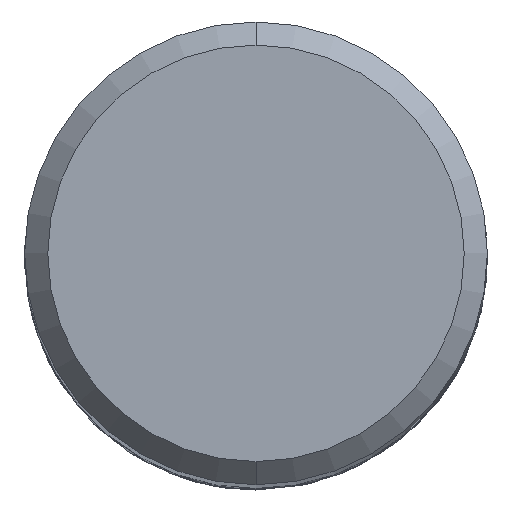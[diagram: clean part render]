
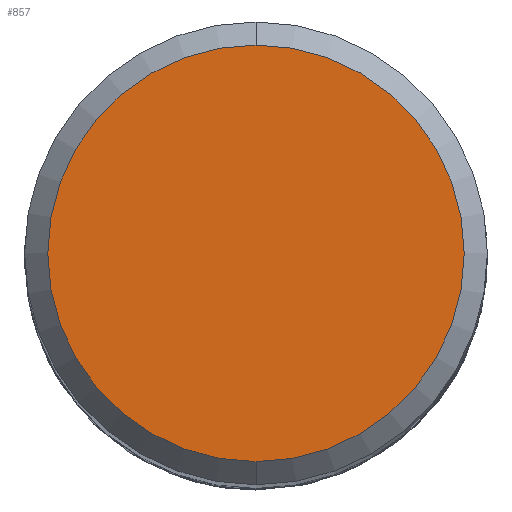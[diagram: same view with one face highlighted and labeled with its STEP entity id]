
A CAD part, top view. The second image highlights one B-rep face of the part: STEP entity #857.
In plain terms, the highlighted planar face has unit normal (0, 0, 1).
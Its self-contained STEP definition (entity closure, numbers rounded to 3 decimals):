
#731=VERTEX_POINT('',#1661);
#801=VERTEX_POINT('',#1739);
#857=ADVANCED_FACE('',(#1800),#1801,.T.);
#1057=EDGE_CURVE('',#731,#801,#2019,.T.);
#1165=EDGE_CURVE('',#801,#731,#2136,.T.);
#1661=CARTESIAN_POINT('',(0.,-4.5,0.0));
#1739=CARTESIAN_POINT('',(0.0,4.5,0.0));
#1800=FACE_OUTER_BOUND('',#6369,.T.);
#1801=PLANE('',#6370);
#2019=CIRCLE('',#10064,4.5);
#2136=CIRCLE('',#11050,4.5);
#6369=EDGE_LOOP('',(#13842,#13843));
#6370=AXIS2_PLACEMENT_3D('',#13844,#13845,#13846);
#10064=AXIS2_PLACEMENT_3D('',#14057,#14058,#14059);
#11050=AXIS2_PLACEMENT_3D('',#14155,#14156,#14157);
#13842=ORIENTED_EDGE('',*,*,#1165,.F.);
#13843=ORIENTED_EDGE('',*,*,#1057,.F.);
#13844=CARTESIAN_POINT('',(0.0,2.25,0.0));
#13845=DIRECTION('',(-0.0,0.0,1.0));
#13846=DIRECTION('',(0.0,-1.0,0.0));
#14057=CARTESIAN_POINT('',(0.0,0.0,0.0));
#14058=DIRECTION('',(0.0,0.0,-1.0));
#14059=DIRECTION('',(0.0,1.0,0.0));
#14155=CARTESIAN_POINT('',(0.0,0.0,0.0));
#14156=DIRECTION('',(0.0,0.0,-1.0));
#14157=DIRECTION('',(0.0,1.0,0.0));
